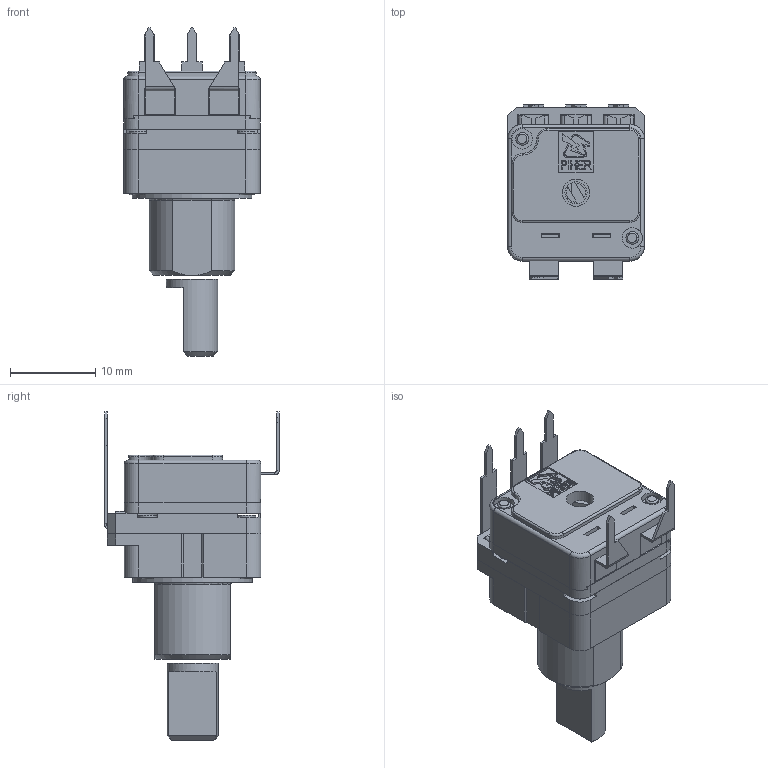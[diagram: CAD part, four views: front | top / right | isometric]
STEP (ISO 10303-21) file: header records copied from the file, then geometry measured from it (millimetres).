
FILE_DESCRIPTION (( 'STEP AP214' ), '1' );
FILE_NAME ('CONJUNTO-11067 COMERCIAL.STEP', '2024-01-09T09:50:52', ( '' ), ( '' ), 'SwSTEP 2.0', 'SolidWorks 2022', '' );
FILE_SCHEMA (( 'AUTOMOTIVE_DESIGN' ));
Length unit declared in the file: millimetre
Products named in the file (1): CONJUNTO-11067 COMERCIAL
Bounding box: 16 x 20.45 x 38.47 mm (x, y, z)
Surface area: 3364 mm2 (no closed solid volume)
Topology: 0 solids, 26 shells, 429 faces, 1511 edges, 1106 vertices
Faces by surface type: plane 325, cylinder 70, torus 18, bspline 13, cone 3
Full cylindrical faces by diameter (mm): 1.5 x2, 2.15 x4, 2.4 x2, 2.6 x1, 3.2 x1, 6 x1, 14 x1
Entity records: 21445 total; most frequent: CARTESIAN_POINT 3859, DIRECTION 2589, ORIENTED_EDGE 2429, EDGE_CURVE 1486, VECTOR 1111, LINE 1111, VERTEX_POINT 1099, AXIS2_PLACEMENT_3D 739
